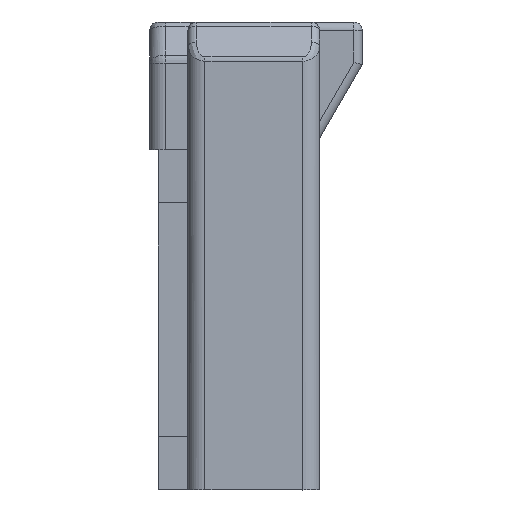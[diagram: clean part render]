
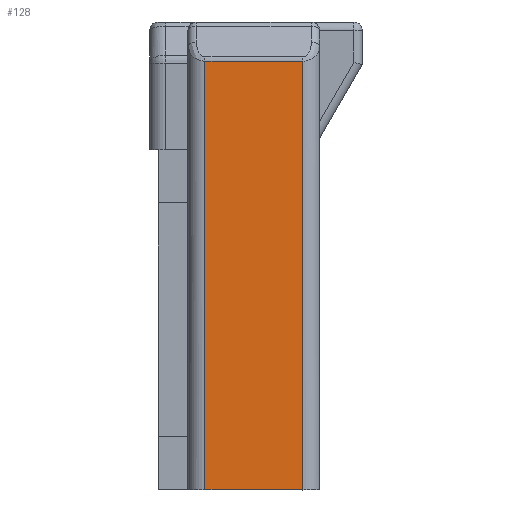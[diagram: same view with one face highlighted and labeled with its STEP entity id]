
A CAD part, left-side view. The second image highlights one B-rep face of the part: STEP entity #128.
In plain terms, the highlighted planar face has unit normal (-1, 0, 0).
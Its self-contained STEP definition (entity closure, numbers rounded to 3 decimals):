
#128=ADVANCED_FACE('17349',(#1208),#1209,.F.);
#1208=FACE_OUTER_BOUND('',#3562,.T.);
#1209=PLANE('',#3563);
#3562=EDGE_LOOP('',(#6187,#6188,#6189,#6190));
#3563=AXIS2_PLACEMENT_3D('',#6191,#6192,#6193);
#6187=ORIENTED_EDGE('',*,*,#14113,.T.);
#6188=ORIENTED_EDGE('',*,*,#14111,.F.);
#6189=ORIENTED_EDGE('',*,*,#14118,.F.);
#6190=ORIENTED_EDGE('',*,*,#14117,.T.);
#6191=CARTESIAN_POINT('',(-17.0,-0.45,0.64));
#6192=DIRECTION('',(1.0,0.0,0.0));
#6193=DIRECTION('',(0.0,1.0,-0.0));
#14111=EDGE_CURVE('17377',#16991,#16993,#16994,.T.);
#14113=EDGE_CURVE('17379',#16996,#16993,#16997,.T.);
#14117=EDGE_CURVE('18053',#17000,#16996,#17002,.T.);
#14118=EDGE_CURVE('17365',#17000,#16991,#17003,.T.);
#16991=VERTEX_POINT('',#21735);
#16993=VERTEX_POINT('',#21737);
#16994=LINE('',#21738,#21739);
#16996=VERTEX_POINT('',#21741);
#16997=LINE('',#21742,#21743);
#17000=VERTEX_POINT('',#21754);
#17002=LINE('',#21756,#21757);
#17003=LINE('',#21758,#21759);
#21735=CARTESIAN_POINT('',(-17.0,-1.6,-4.4));
#21737=CARTESIAN_POINT('',(-17.0,0.7,-4.4));
#21738=CARTESIAN_POINT('',(-17.0,-1.6,-4.4));
#21739=VECTOR('',#28161,2.3);
#21741=CARTESIAN_POINT('',(-17.,0.7,5.68));
#21742=CARTESIAN_POINT('',(-17.,0.7,5.68));
#21743=VECTOR('',#28165,10.08);
#21754=CARTESIAN_POINT('',(-17.,-1.6,5.68));
#21756=CARTESIAN_POINT('',(-17.,-1.6,5.68));
#21757=VECTOR('',#28172,2.3);
#21758=CARTESIAN_POINT('',(-17.,-1.6,5.68));
#21759=VECTOR('',#28173,10.08);
#28161=DIRECTION('',(0.0,1.0,0.0));
#28165=DIRECTION('',(0.,0.,-1.));
#28172=DIRECTION('',(0.,1.,0.));
#28173=DIRECTION('',(0.,0.,-1.));
